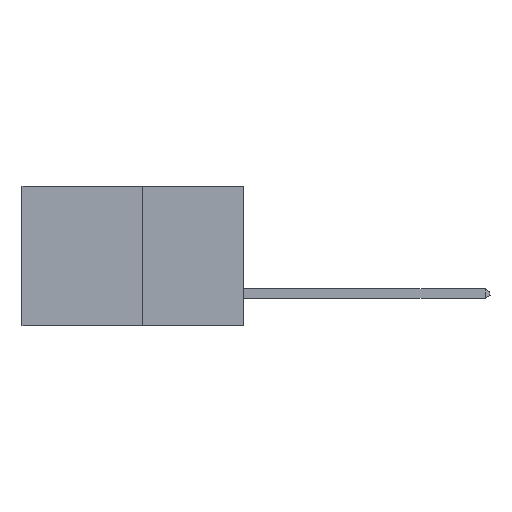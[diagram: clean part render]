
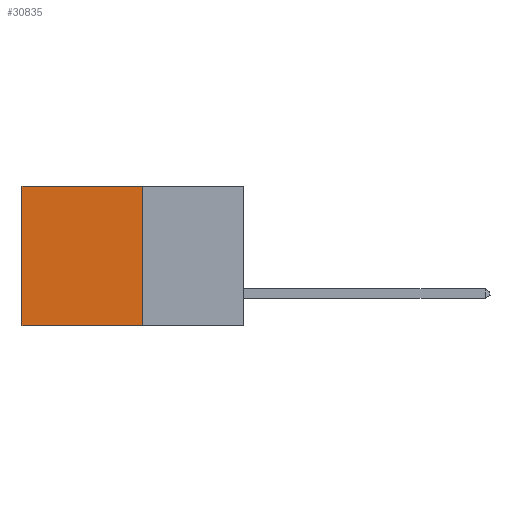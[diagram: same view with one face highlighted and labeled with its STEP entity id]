
A CAD part, left-side view. The second image highlights one B-rep face of the part: STEP entity #30835.
In plain terms, the highlighted planar face has unit normal (-1, 0, 0).
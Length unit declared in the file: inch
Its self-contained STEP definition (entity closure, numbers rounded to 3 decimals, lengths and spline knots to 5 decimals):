
#16 = CARTESIAN_POINT ( 'NONE',  ( 0.277, 0.27, -0.37 ) ) ;
#49 = CARTESIAN_POINT ( 'NONE',  ( 0.277, 0.59, 0. ) ) ;
#890 = VERTEX_POINT ( 'NONE', #4728 ) ;
#1098 = DIRECTION ( 'NONE',  ( 0., 1., 0. ) ) ;
#1437 = CARTESIAN_POINT ( 'NONE',  ( 0.277, 0.27, 0. ) ) ;
#1500 = FACE_OUTER_BOUND ( 'NONE', #9871, .T. ) ;
#1700 = ORIENTED_EDGE ( 'NONE', *, *, #30017, .F. ) ;
#4728 = CARTESIAN_POINT ( 'NONE',  ( 0.277, 0.27, -0.37 ) ) ;
#6585 = DIRECTION ( 'NONE',  ( 0., 0., -1. ) ) ;
#6626 = ORIENTED_EDGE ( 'NONE', *, *, #19487, .T. ) ;
#6762 = ORIENTED_EDGE ( 'NONE', *, *, #23175, .F. ) ;
#7247 = VECTOR ( 'NONE', #1098, 39.37008 ) ;
#9871 = EDGE_LOOP ( 'NONE', ( #25735, #1700, #6762, #6626 ) ) ;
#11183 = VECTOR ( 'NONE', #30695, 39.37008 ) ;
#12822 = LINE ( 'NONE', #17917, #7247 ) ;
#13708 = VERTEX_POINT ( 'NONE', #30334 ) ;
#13847 = CARTESIAN_POINT ( 'NONE',  ( 0.277, 0.59, -0.37 ) ) ;
#14098 = CARTESIAN_POINT ( 'NONE',  ( 0.277, 0.59, -0.37 ) ) ;
#14509 = VECTOR ( 'NONE', #28717, 39.37008 ) ;
#14879 = EDGE_CURVE ( 'NONE', #16327, #28006, #16039, .T. ) ;
#16039 = LINE ( 'NONE', #14098, #11183 ) ;
#16096 = PLANE ( 'NONE',  #25409 ) ;
#16327 = VERTEX_POINT ( 'NONE', #49 ) ;
#17917 = CARTESIAN_POINT ( 'NONE',  ( 0.277, 0.27, -0.37 ) ) ;
#18501 = CARTESIAN_POINT ( 'NONE',  ( 0.277, 0.27, -0.37 ) ) ;
#19487 = EDGE_CURVE ( 'NONE', #13708, #16327, #28530, .T. ) ;
#20852 = LINE ( 'NONE', #16, #14509 ) ;
#20896 = DIRECTION ( 'NONE',  ( 1., 0., 0. ) ) ;
#21491 = VECTOR ( 'NONE', #23112, 39.37008 ) ;
#23112 = DIRECTION ( 'NONE',  ( 0., 1., 0. ) ) ;
#23175 = EDGE_CURVE ( 'NONE', #13708, #890, #20852, .T. ) ;
#25409 = AXIS2_PLACEMENT_3D ( 'NONE', #18501, #20896, #6585 ) ;
#25735 = ORIENTED_EDGE ( 'NONE', *, *, #14879, .T. ) ;
#28006 = VERTEX_POINT ( 'NONE', #13847 ) ;
#28530 = LINE ( 'NONE', #1437, #21491 ) ;
#28717 = DIRECTION ( 'NONE',  ( 0., 0., -1. ) ) ;
#30017 = EDGE_CURVE ( 'NONE', #890, #28006, #12822, .T. ) ;
#30334 = CARTESIAN_POINT ( 'NONE',  ( 0.277, 0.27, 0. ) ) ;
#30695 = DIRECTION ( 'NONE',  ( 0., 0., -1. ) ) ;
#30835 = ADVANCED_FACE ( 'NONE', ( #1500 ), #16096, .F. ) ;
